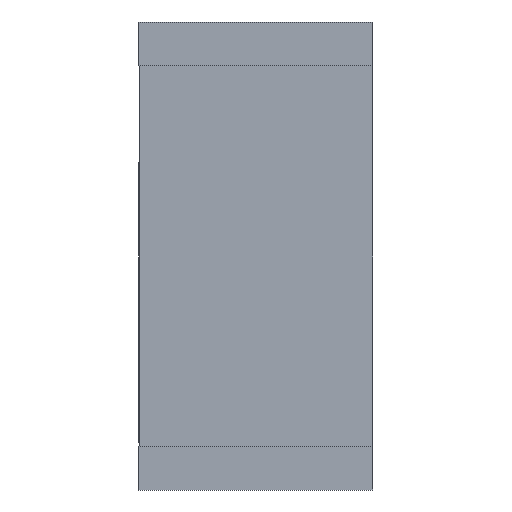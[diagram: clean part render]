
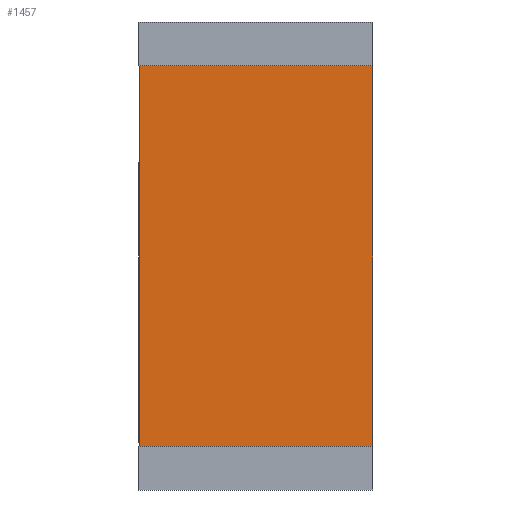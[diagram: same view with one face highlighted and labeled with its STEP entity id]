
A CAD part, front view. The second image highlights one B-rep face of the part: STEP entity #1457.
In plain terms, the highlighted planar face has unit normal (0, -1, 0).
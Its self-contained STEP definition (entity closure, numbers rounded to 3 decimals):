
#32 = CARTESIAN_POINT ( 'NONE',  ( 8.006, -0.29, 3.19 ) ) ;
#55 = DIRECTION ( 'NONE',  ( 0., 1., 0. ) ) ;
#115 = VECTOR ( 'NONE', #2143, 1000. ) ;
#159 = EDGE_CURVE ( 'NONE', #3698, #3988, #4252, .T. ) ;
#469 = VERTEX_POINT ( 'NONE', #4455 ) ;
#764 = CARTESIAN_POINT ( 'NONE',  ( -1.6, -0.29, -3.19 ) ) ;
#939 = VECTOR ( 'NONE', #4130, 1000. ) ;
#1005 = CARTESIAN_POINT ( 'NONE',  ( 1.6, -0.29, 3.19 ) ) ;
#1036 = LINE ( 'NONE', #2960, #939 ) ;
#1145 = VECTOR ( 'NONE', #2154, 1000. ) ;
#1314 = CARTESIAN_POINT ( 'NONE',  ( -1.6, -0.29, 3.19 ) ) ;
#1337 = EDGE_CURVE ( 'NONE', #469, #2622, #2095, .T. ) ;
#1457 = ADVANCED_FACE ( 'NONE', ( #2329 ), #1844, .F. ) ;
#1546 = DIRECTION ( 'NONE',  ( -1., 0., 0. ) ) ;
#1581 = DIRECTION ( 'NONE',  ( 0., 0., 1. ) ) ;
#1844 = PLANE ( 'NONE',  #4166 ) ;
#2095 = LINE ( 'NONE', #2972, #115 ) ;
#2143 = DIRECTION ( 'NONE',  ( -1., 0., 0. ) ) ;
#2154 = DIRECTION ( 'NONE',  ( 0., 0., -1. ) ) ;
#2329 = FACE_OUTER_BOUND ( 'NONE', #4606, .T. ) ;
#2460 = EDGE_CURVE ( 'NONE', #3988, #2622, #1036, .T. ) ;
#2475 = ORIENTED_EDGE ( 'NONE', *, *, #4239, .F. ) ;
#2537 = VECTOR ( 'NONE', #1546, 1000. ) ;
#2622 = VERTEX_POINT ( 'NONE', #1314 ) ;
#2960 = CARTESIAN_POINT ( 'NONE',  ( -1.6, -0.29, 3.19 ) ) ;
#2972 = CARTESIAN_POINT ( 'NONE',  ( 8.006, -0.29, 3.19 ) ) ;
#3241 = CARTESIAN_POINT ( 'NONE',  ( 8.006, -0.29, -3.19 ) ) ;
#3516 = ORIENTED_EDGE ( 'NONE', *, *, #159, .F. ) ;
#3698 = VERTEX_POINT ( 'NONE', #3711 ) ;
#3711 = CARTESIAN_POINT ( 'NONE',  ( 1.6, -0.29, -3.19 ) ) ;
#3794 = LINE ( 'NONE', #1005, #1145 ) ;
#3809 = ORIENTED_EDGE ( 'NONE', *, *, #2460, .F. ) ;
#3988 = VERTEX_POINT ( 'NONE', #764 ) ;
#4130 = DIRECTION ( 'NONE',  ( 0., 0., 1. ) ) ;
#4166 = AXIS2_PLACEMENT_3D ( 'NONE', #32, #55, #1581 ) ;
#4239 = EDGE_CURVE ( 'NONE', #469, #3698, #3794, .T. ) ;
#4252 = LINE ( 'NONE', #3241, #2537 ) ;
#4455 = CARTESIAN_POINT ( 'NONE',  ( 1.6, -0.29, 3.19 ) ) ;
#4572 = ORIENTED_EDGE ( 'NONE', *, *, #1337, .T. ) ;
#4606 = EDGE_LOOP ( 'NONE', ( #2475, #4572, #3809, #3516 ) ) ;
